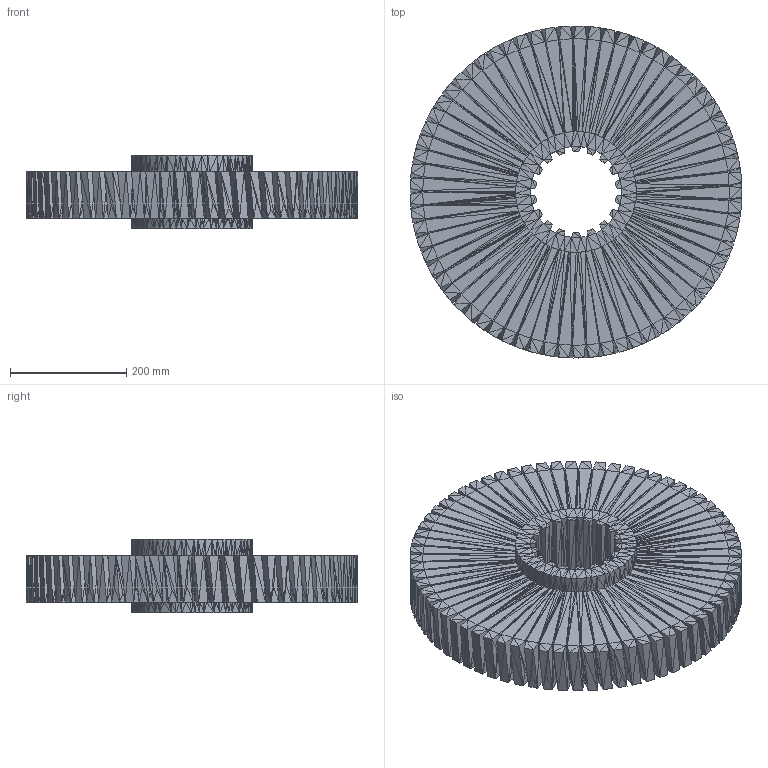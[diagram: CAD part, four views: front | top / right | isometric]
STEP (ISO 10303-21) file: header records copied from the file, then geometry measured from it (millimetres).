
FILE_DESCRIPTION(/* description */ (''),/* implementation_level */ '2;1');
FILE_NAME(/* name */ 'engrenage 3d step CNC.step',/* time_stamp */ '2021-10-05T17:09:26+02:00',/* author */ (''),/* organization */ (''),/* preprocessor_version */ 'ST-DEVELOPER v18.1',/* originating_system */ 'Autodesk Translation Framework v10.10.0.1391',/* authorisation */ '');
FILE_SCHEMA (('AUTOMOTIVE_DESIGN { 1 0 10303 214 3 1 1 }'));
Length unit declared in the file: millimetre
Products named in the file (1): (Non enregistré)
Bounding box: 571 x 571 x 127 mm (x, y, z)
Volume: 19167189.4 mm3; surface area: 926955.6 mm2
Topology: 1 solids, 1 shells, 2726 faces, 4089 edges, 1363 vertices
Faces by surface type: plane 2726
Entity records: 53198 total; most frequent: DIRECTION 9543, CARTESIAN_POINT 8179, ORIENTED_EDGE 8178, LINE 4089, VECTOR 4089, EDGE_CURVE 4089, AXIS2_PLACEMENT_3D 2727, FACE_OUTER_BOUND 2726
